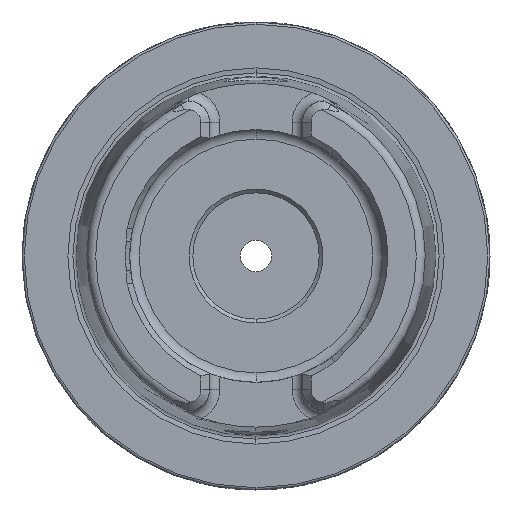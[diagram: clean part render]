
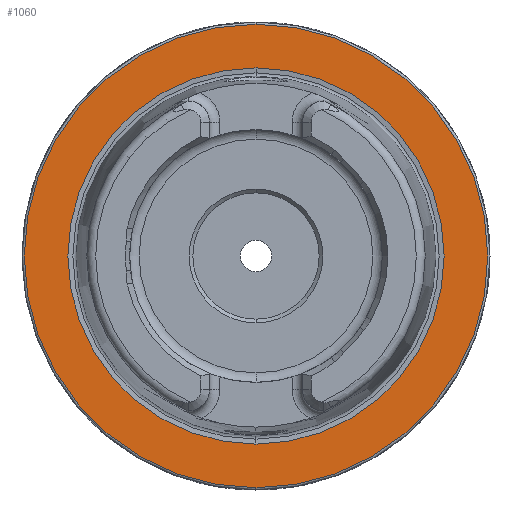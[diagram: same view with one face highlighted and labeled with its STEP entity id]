
A CAD part, left-side view. The second image highlights one B-rep face of the part: STEP entity #1060.
In plain terms, the highlighted planar face has unit normal (-1, 0, 0).
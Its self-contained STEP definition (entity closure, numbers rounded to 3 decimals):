
#8 = DIRECTION ( 'NONE',  ( -1., 0., 0. ) ) ;
#43 = EDGE_CURVE ( 'NONE', #7804, #8689, #2607, .T. ) ;
#44 = CARTESIAN_POINT ( 'NONE',  ( 0., 0., 0. ) ) ;
#768 = CIRCLE ( 'NONE', #2629, 25.324 ) ;
#1060 = ADVANCED_FACE ( 'NONE', ( #8762, #8776 ), #6225, .F. ) ;
#1112 = EDGE_CURVE ( 'NONE', #8689, #7804, #8667, .T. ) ;
#1337 = EDGE_CURVE ( 'NONE', #3880, #1505, #8458, .T. ) ;
#1505 = VERTEX_POINT ( 'NONE', #5690 ) ;
#2125 = ORIENTED_EDGE ( 'NONE', *, *, #1337, .F. ) ;
#2607 = CIRCLE ( 'NONE', #8147, 31.2 ) ;
#2629 = AXIS2_PLACEMENT_3D ( 'NONE', #3921, #3914, #3892 ) ;
#3167 = EDGE_LOOP ( 'NONE', ( #2125, #4523 ) ) ;
#3337 = CARTESIAN_POINT ( 'NONE',  ( 0., 0., -31.2 ) ) ;
#3348 = CARTESIAN_POINT ( 'NONE',  ( 0., 0., 0. ) ) ;
#3358 = DIRECTION ( 'NONE',  ( -1., 0., 0. ) ) ;
#3375 = DIRECTION ( 'NONE',  ( 0., 0., 1. ) ) ;
#3880 = VERTEX_POINT ( 'NONE', #7599 ) ;
#3892 = DIRECTION ( 'NONE',  ( 0., 0., 1. ) ) ;
#3914 = DIRECTION ( 'NONE',  ( -1., 0., 0. ) ) ;
#3921 = CARTESIAN_POINT ( 'NONE',  ( 0., 0., 0. ) ) ;
#4462 = ORIENTED_EDGE ( 'NONE', *, *, #1112, .T. ) ;
#4523 = ORIENTED_EDGE ( 'NONE', *, *, #5648, .F. ) ;
#5201 = AXIS2_PLACEMENT_3D ( 'NONE', #44, #8, #8669 ) ;
#5648 = EDGE_CURVE ( 'NONE', #1505, #3880, #768, .T. ) ;
#5690 = CARTESIAN_POINT ( 'NONE',  ( 0., 0., -25.324 ) ) ;
#5713 = CARTESIAN_POINT ( 'NONE',  ( 0., 31.2, 0. ) ) ;
#6225 = PLANE ( 'NONE',  #6517 ) ;
#6258 = DIRECTION ( 'NONE',  ( 1., 0., 0. ) ) ;
#6287 = DIRECTION ( 'NONE',  ( 0., 0., -1. ) ) ;
#6406 = CARTESIAN_POINT ( 'NONE',  ( 0., 0., 31.2 ) ) ;
#6517 = AXIS2_PLACEMENT_3D ( 'NONE', #5713, #6258, #6287 ) ;
#6627 = CARTESIAN_POINT ( 'NONE',  ( 0., 0., 0. ) ) ;
#6705 = ORIENTED_EDGE ( 'NONE', *, *, #43, .T. ) ;
#6706 = DIRECTION ( 'NONE',  ( -1., 0., 0. ) ) ;
#6714 = AXIS2_PLACEMENT_3D ( 'NONE', #6627, #6706, #6719 ) ;
#6719 = DIRECTION ( 'NONE',  ( 0., 0., 1. ) ) ;
#7599 = CARTESIAN_POINT ( 'NONE',  ( 0., 0., 25.324 ) ) ;
#7768 = EDGE_LOOP ( 'NONE', ( #6705, #4462 ) ) ;
#7804 = VERTEX_POINT ( 'NONE', #6406 ) ;
#8147 = AXIS2_PLACEMENT_3D ( 'NONE', #3348, #3358, #3375 ) ;
#8458 = CIRCLE ( 'NONE', #5201, 25.324 ) ;
#8667 = CIRCLE ( 'NONE', #6714, 31.2 ) ;
#8669 = DIRECTION ( 'NONE',  ( 0., 0., 1. ) ) ;
#8689 = VERTEX_POINT ( 'NONE', #3337 ) ;
#8762 = FACE_BOUND ( 'NONE', #3167, .T. ) ;
#8776 = FACE_OUTER_BOUND ( 'NONE', #7768, .T. ) ;
